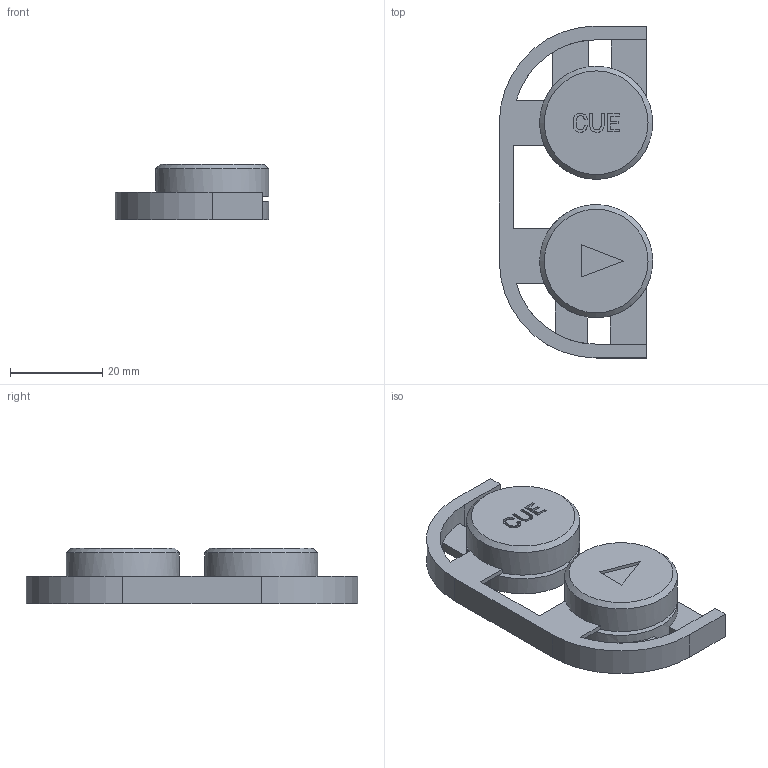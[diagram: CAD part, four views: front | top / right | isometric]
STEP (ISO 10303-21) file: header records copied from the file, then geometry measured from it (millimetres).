
FILE_DESCRIPTION(/* description */ (''),/* implementation_level */ '2;1');
FILE_NAME(/* name */ 'play btn v9.step',/* time_stamp */ '2021-07-23T00:17:14+02:00',/* author */ (''),/* organization */ (''),/* preprocessor_version */ 'ST-DEVELOPER v18.1',/* originating_system */ 'Autodesk Translation Framework v10.9.0.1377',/* authorisation */ '');
FILE_SCHEMA (('AUTOMOTIVE_DESIGN { 1 0 10303 214 3 1 1 }'));
Length unit declared in the file: millimetre
Products named in the file (1): play btn
Bounding box: 33.25 x 72 x 12 mm (x, y, z)
Volume: 7274.1 mm3; surface area: 7968.4 mm2
Topology: 1 solids, 1 shells, 102 faces, 286 edges, 190 vertices
Faces by surface type: plane 64, bspline 24, cylinder 12, cone 2
Full cylindrical faces by diameter (mm): 20.5 x4, 24.5 x4
Entity records: 3547 total; most frequent: CARTESIAN_POINT 987, ORIENTED_EDGE 572, DIRECTION 440, EDGE_CURVE 286, LINE 194, VECTOR 194, VERTEX_POINT 190, AXIS2_PLACEMENT_3D 123
